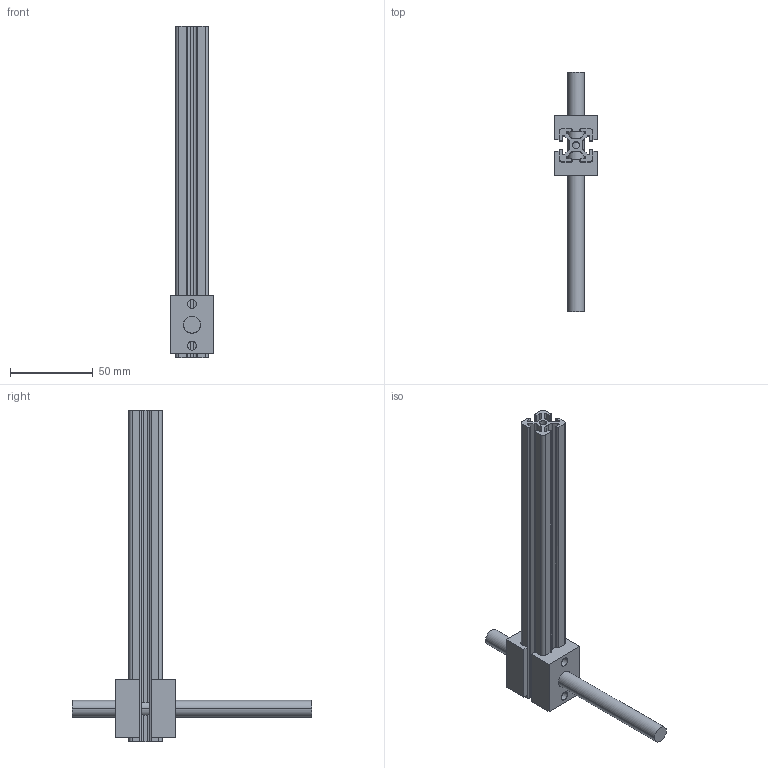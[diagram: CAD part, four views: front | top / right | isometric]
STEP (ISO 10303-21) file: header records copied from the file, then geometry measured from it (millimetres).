
FILE_DESCRIPTION (( 'STEP AP203' ), '1' );
FILE_NAME ('Motedis Profile 20x20 I-Type slot 5 200mm.STEP', '2021-07-31T11:51:39', ( '' ), ( '' ), 'SwSTEP 2.0', 'SolidWorks 2020', '' );
FILE_SCHEMA (( 'CONFIG_CONTROL_DESIGN' ));
Length unit declared in the file: millimetre
Products named in the file (1): Motedis Profile 20x20 I-Type slot 5 200mm
Bounding box: 26.4 x 144 x 200 mm (x, y, z)
Volume: 62098 mm3; surface area: 46983.9 mm2
Topology: 4 solids, 4 shells, 192 faces, 582 edges, 388 vertices
Faces by surface type: plane 100, cylinder 92
Entity records: 7165 total; most frequent: CARTESIAN_POINT 1839, ORIENTED_EDGE 1164, DIRECTION 1044, EDGE_CURVE 582, VERTEX_POINT 388, AXIS2_PLACEMENT_3D 349, LINE 346, VECTOR 346
